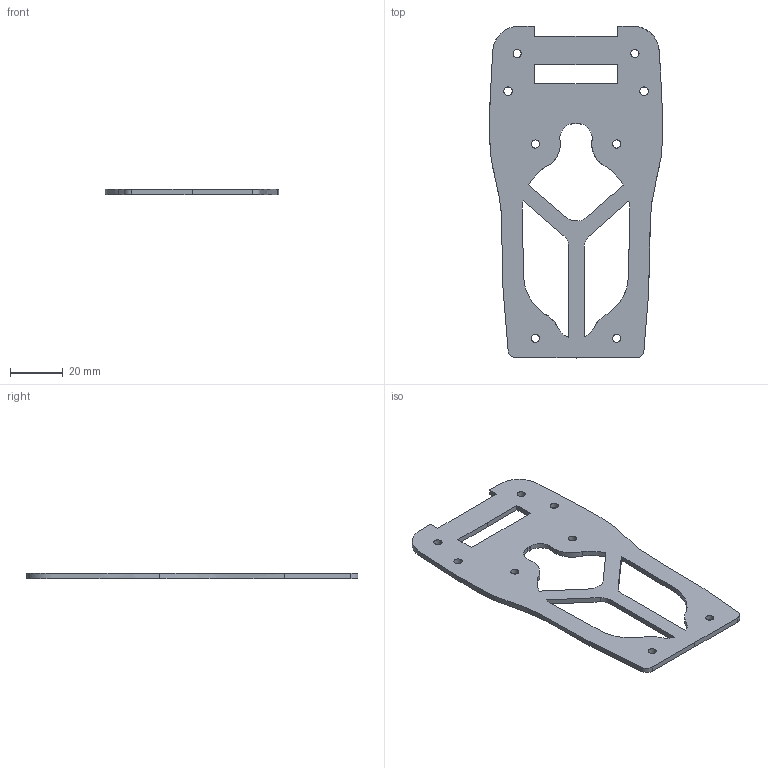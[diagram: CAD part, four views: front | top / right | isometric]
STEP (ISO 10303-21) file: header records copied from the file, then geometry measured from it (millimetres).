
FILE_DESCRIPTION(/* description */ (''),/* implementation_level */ '2;1');
FILE_NAME(/* name */ 'rear_top_carbon_part.step',/* time_stamp */ '2022-02-09T19:07:41+01:00',/* author */ (''),/* organization */ (''),/* preprocessor_version */ 'ST-DEVELOPER v18.1',/* originating_system */ 'Autodesk Translation Framework v10.13.0.1454',/* authorisation */ '');
FILE_SCHEMA (('AUTOMOTIVE_DESIGN { 1 0 10303 214 3 1 1 }'));
Length unit declared in the file: millimetre
Products named in the file (2): Untitled; rear_cf
Assembly tree (1 placements, depth 2):
  Untitled
    rear_cf
Bounding box: 66.05 x 126.44 x 2 mm (x, y, z)
Volume: 10315.7 mm3; surface area: 12052.6 mm2
Topology: 1 solids, 1 shells, 61 faces, 177 edges, 118 vertices
Faces by surface type: cylinder 26, plane 25, bspline 10
Full cylindrical faces by diameter (mm): 3.1 x6
Entity records: 4219 total; most frequent: CARTESIAN_POINT 2523, ORIENTED_EDGE 354, DIRECTION 320, EDGE_CURVE 177, VERTEX_POINT 118, AXIS2_PLACEMENT_3D 110, LINE 100, VECTOR 100
